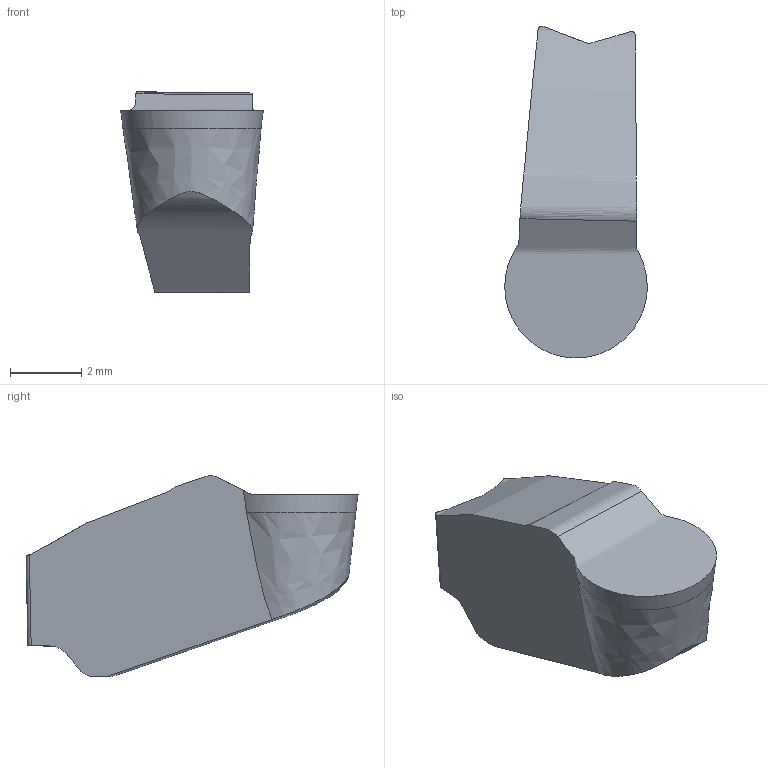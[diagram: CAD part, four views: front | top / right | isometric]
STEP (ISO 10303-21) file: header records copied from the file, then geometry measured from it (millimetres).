
FILE_DESCRIPTION(/* description */ (''),/* implementation_level */ '2;1');
FILE_NAME(/* name */ 'aaa341301_a.stp',/* time_stamp */ '2019-10-14T15:29:51+02:00',/* author */ (''),/* organization */ ('SMS'),/* preprocessor_version */ 'ST-DEVELOPER v16.7',/* originating_system */ 'SIEMENS PLM Software NX 12.0',/* authorisation */ '');
FILE_SCHEMA (('AUTOMOTIVE_DESIGN { 1 0 10303 214 3 1 1 1 }'));
Length unit declared in the file: millimetre
Products named in the file (1): AAA341301_A
Bounding box: 4 x 9.32 x 5.63 mm (x, y, z)
Volume: 102 mm3; surface area: 139.2 mm2
Topology: 1 solids, 1 shells, 12 faces, 73 edges, 66 vertices
Faces by surface type: bspline 4, plane 4, cylinder 3, cone 1
Entity records: 5048 total; most frequent: CARTESIAN_POINT 4550, ORIENTED_EDGE 144, EDGE_CURVE 72, B_SPLINE_CURVE_WITH_KNOTS 67, VERTEX_POINT 62, DIRECTION 28, ADVANCED_FACE 12, FACE_OUTER_BOUND 12
